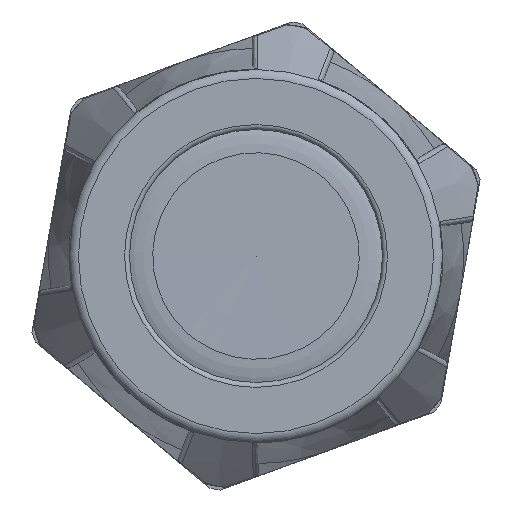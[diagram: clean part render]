
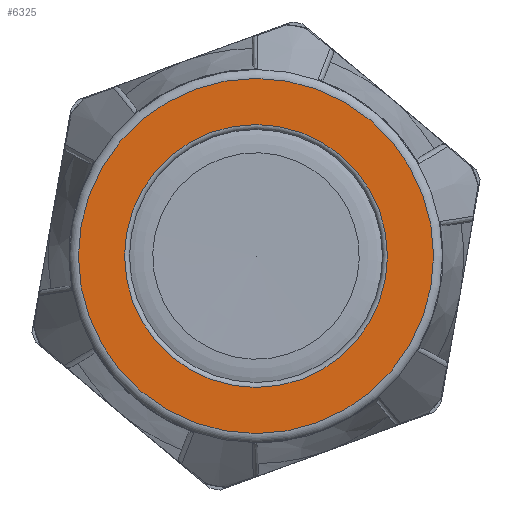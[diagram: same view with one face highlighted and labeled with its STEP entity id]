
A CAD part, left-side view. The second image highlights one B-rep face of the part: STEP entity #6325.
In plain terms, the highlighted planar face has unit normal (-1, 0, 0).
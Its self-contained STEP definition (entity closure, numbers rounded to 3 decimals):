
#302=FACE_BOUND('',#1982,.T.);
#1223=PLANE('',#7118);
#1581=FACE_OUTER_BOUND('',#1981,.T.);
#1981=EDGE_LOOP('',(#5920));
#1982=EDGE_LOOP('',(#5921));
#2399=CIRCLE('',#7117,13.3);
#2400=CIRCLE('',#7119,17.966);
#3184=VERTEX_POINT('',#17034);
#3185=VERTEX_POINT('',#17037);
#4099=EDGE_CURVE('',#3184,#3184,#2399,.T.);
#4100=EDGE_CURVE('',#3185,#3185,#2400,.T.);
#5920=ORIENTED_EDGE('',*,*,#4100,.F.);
#5921=ORIENTED_EDGE('',*,*,#4099,.T.);
#6325=ADVANCED_FACE('',(#1581,#302),#1223,.T.);
#7117=AXIS2_PLACEMENT_3D('',#17035,#8871,#8872);
#7118=AXIS2_PLACEMENT_3D('',#17036,#8873,#8874);
#7119=AXIS2_PLACEMENT_3D('',#17038,#8875,#8876);
#8871=DIRECTION('center_axis',(1.,0.,0.));
#8872=DIRECTION('ref_axis',(0.,0.,-1.));
#8873=DIRECTION('center_axis',(-1.,0.,0.));
#8874=DIRECTION('ref_axis',(0.,0.,1.));
#8875=DIRECTION('center_axis',(1.,0.,0.));
#8876=DIRECTION('ref_axis',(0.,0.,-1.));
#17034=CARTESIAN_POINT('',(-31.29,13.3,0.));
#17035=CARTESIAN_POINT('Origin',(-31.29,0.,0.));
#17036=CARTESIAN_POINT('Origin',(-31.29,17.966,0.));
#17037=CARTESIAN_POINT('',(-31.29,17.966,0.));
#17038=CARTESIAN_POINT('Origin',(-31.29,0.,0.));
